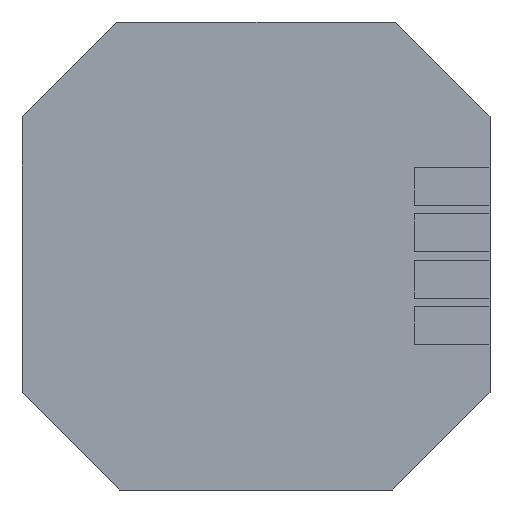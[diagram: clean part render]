
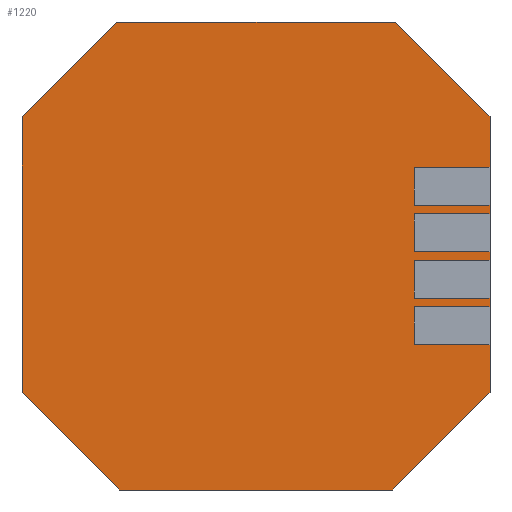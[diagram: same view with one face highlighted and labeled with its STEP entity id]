
A CAD part, front view. The second image highlights one B-rep face of the part: STEP entity #1220.
In plain terms, the highlighted planar face has unit normal (0, -1, 0).
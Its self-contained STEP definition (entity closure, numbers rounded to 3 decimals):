
#981 = VERTEX_POINT('',#982);
#982 = CARTESIAN_POINT('',(0.,0.,14.75));
#991 = VERTEX_POINT('',#992);
#992 = CARTESIAN_POINT('',(0.,0.,3.849));
#998 = EDGE_CURVE('',#981,#991,#999,.T.);
#999 = LINE('',#1000,#1001);
#1000 = CARTESIAN_POINT('',(0.,0.,14.75));
#1001 = VECTOR('',#1002,1.);
#1002 = DIRECTION('',(0.,0.,-1.));
#1014 = EDGE_CURVE('',#981,#1015,#1017,.T.);
#1015 = VERTEX_POINT('',#1016);
#1016 = CARTESIAN_POINT('',(3.75,0.,18.5));
#1017 = LINE('',#1018,#1019);
#1018 = CARTESIAN_POINT('',(0.,0.,14.75));
#1019 = VECTOR('',#1020,1.);
#1020 = DIRECTION('',(0.707,0.,0.707));
#1039 = EDGE_CURVE('',#1015,#1040,#1042,.T.);
#1040 = VERTEX_POINT('',#1041);
#1041 = CARTESIAN_POINT('',(14.75,0.,18.5));
#1042 = LINE('',#1043,#1044);
#1043 = CARTESIAN_POINT('',(3.75,0.,18.5));
#1044 = VECTOR('',#1045,1.);
#1045 = DIRECTION('',(1.,0.,0.));
#1087 = EDGE_CURVE('',#1040,#1088,#1090,.T.);
#1088 = VERTEX_POINT('',#1089);
#1089 = CARTESIAN_POINT('',(18.5,0.,14.75));
#1090 = LINE('',#1091,#1092);
#1091 = CARTESIAN_POINT('',(14.75,0.,18.5));
#1092 = VECTOR('',#1093,1.);
#1093 = DIRECTION('',(0.707,0.,-0.707));
#1110 = VERTEX_POINT('',#1111);
#1111 = CARTESIAN_POINT('',(18.5,0.,3.849));
#1120 = EDGE_CURVE('',#1110,#1088,#1121,.T.);
#1121 = LINE('',#1122,#1123);
#1122 = CARTESIAN_POINT('',(18.5,0.,3.75));
#1123 = VECTOR('',#1124,1.);
#1124 = DIRECTION('',(0.,0.,1.));
#1147 = VERTEX_POINT('',#1148);
#1148 = CARTESIAN_POINT('',(14.651,0.,0.));
#1156 = EDGE_CURVE('',#1110,#1147,#1157,.T.);
#1157 = LINE('',#1158,#1159);
#1158 = CARTESIAN_POINT('',(14.312,0.,-0.339));
#1159 = VECTOR('',#1160,1.);
#1160 = DIRECTION('',(-0.707,0.,-0.707));
#1170 = EDGE_CURVE('',#1171,#1147,#1173,.T.);
#1171 = VERTEX_POINT('',#1172);
#1172 = CARTESIAN_POINT('',(3.849,0.,0.));
#1173 = LINE('',#1174,#1175);
#1174 = CARTESIAN_POINT('',(3.75,0.,0.));
#1175 = VECTOR('',#1176,1.);
#1176 = DIRECTION('',(1.,0.,0.));
#1196 = EDGE_CURVE('',#991,#1171,#1197,.T.);
#1197 = LINE('',#1198,#1199);
#1198 = CARTESIAN_POINT('',(3.417,0.,0.432));
#1199 = VECTOR('',#1200,1.);
#1200 = DIRECTION('',(0.707,0.,-0.707));
#1220 = ADVANCED_FACE('',(#1221),#1231,.F.);
#1221 = FACE_BOUND('',#1222,.F.);
#1222 = EDGE_LOOP('',(#1223,#1224,#1225,#1226,#1227,#1228,#1229,#1230));
#1223 = ORIENTED_EDGE('',*,*,#1156,.T.);
#1224 = ORIENTED_EDGE('',*,*,#1170,.F.);
#1225 = ORIENTED_EDGE('',*,*,#1196,.F.);
#1226 = ORIENTED_EDGE('',*,*,#998,.F.);
#1227 = ORIENTED_EDGE('',*,*,#1014,.T.);
#1228 = ORIENTED_EDGE('',*,*,#1039,.T.);
#1229 = ORIENTED_EDGE('',*,*,#1087,.T.);
#1230 = ORIENTED_EDGE('',*,*,#1120,.F.);
#1231 = PLANE('',#1232);
#1232 = AXIS2_PLACEMENT_3D('',#1233,#1234,#1235);
#1233 = CARTESIAN_POINT('',(9.25,0.,9.25));
#1234 = DIRECTION('',(0.,1.,0.));
#1235 = DIRECTION('',(1.,0.,0.));
